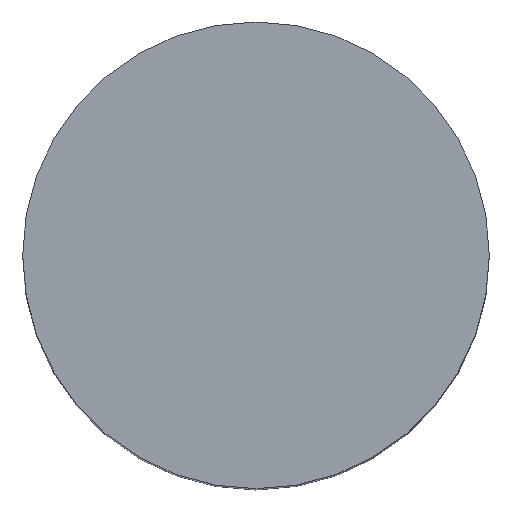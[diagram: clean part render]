
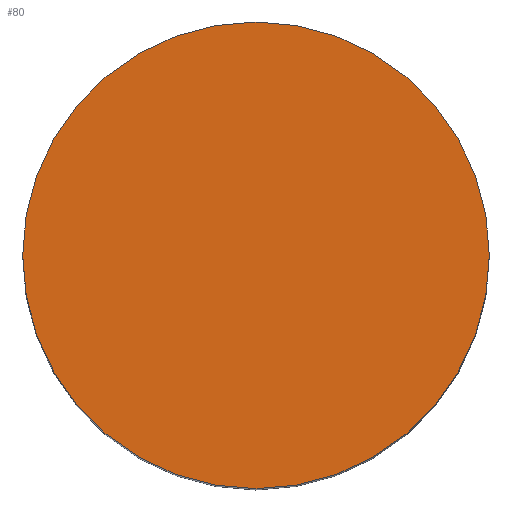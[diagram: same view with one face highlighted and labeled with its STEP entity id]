
A CAD part, top view. The second image highlights one B-rep face of the part: STEP entity #80.
In plain terms, the highlighted planar face has unit normal (0, 0, 1).
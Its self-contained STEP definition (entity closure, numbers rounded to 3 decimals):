
#18=PLANE('',#105);
#26=FACE_OUTER_BOUND('',#33,.T.);
#33=EDGE_LOOP('',(#73));
#44=CIRCLE('',#104,12.5);
#49=VERTEX_POINT('',#149);
#56=EDGE_CURVE('',#49,#49,#44,.T.);
#73=ORIENTED_EDGE('',*,*,#56,.T.);
#80=ADVANCED_FACE('',(#26),#18,.T.);
#104=AXIS2_PLACEMENT_3D('',#150,#128,#129);
#105=AXIS2_PLACEMENT_3D('',#152,#131,#132);
#128=DIRECTION('center_axis',(0.,0.,1.));
#129=DIRECTION('ref_axis',(1.,0.,0.));
#131=DIRECTION('center_axis',(0.,0.,1.));
#132=DIRECTION('ref_axis',(1.,0.,0.));
#149=CARTESIAN_POINT('',(-12.5,0.,60.));
#150=CARTESIAN_POINT('Origin',(0.,0.,60.));
#152=CARTESIAN_POINT('Origin',(0.,0.,60.));
